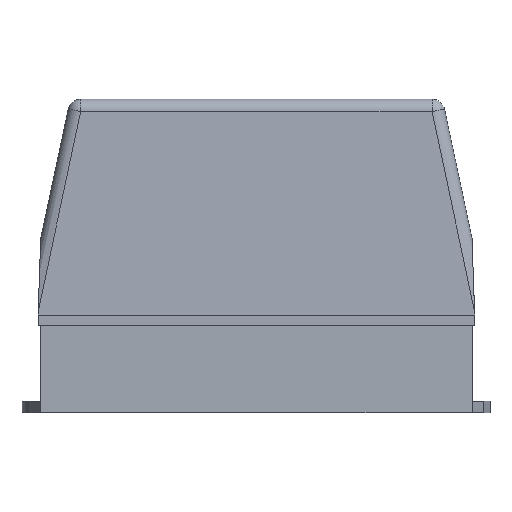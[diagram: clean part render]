
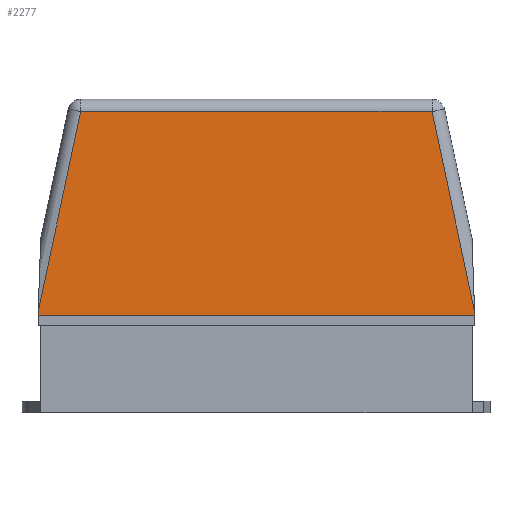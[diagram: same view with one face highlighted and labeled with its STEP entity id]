
A CAD part, left-side view. The second image highlights one B-rep face of the part: STEP entity #2277.
In plain terms, the highlighted planar face has unit normal (-0.999, 0, 0.035).
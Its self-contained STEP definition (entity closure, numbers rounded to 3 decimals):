
#1768=CARTESIAN_POINT('',(1.8,69.213,118.674));
#1769=VERTEX_POINT('',#1768);
#1836=CARTESIAN_POINT('',(1.8,-69.213,118.674));
#1837=VERTEX_POINT('',#1836);
#1996=CARTESIAN_POINT('',(1.8,69.213,118.674));
#1997=DIRECTION('',(0.0,-1.0,0.0));
#1998=VECTOR('',#1997,138.426);
#1999=LINE('',#1996,#1998);
#2000=EDGE_CURVE('',#1769,#1837,#1999,.T.);
#2010=CARTESIAN_POINT('',(-0.95,-85.95,39.932));
#2011=VERTEX_POINT('',#2010);
#2028=CARTESIAN_POINT('',(1.8,-69.213,118.674));
#2029=DIRECTION('',(-0.034,-0.208,-0.978));
#2030=VECTOR('',#2029,80.548);
#2031=LINE('',#2028,#2030);
#2032=EDGE_CURVE('',#1837,#2011,#2031,.T.);
#2121=CARTESIAN_POINT('',(-0.95,85.95,39.932));
#2122=VERTEX_POINT('',#2121);
#2130=CARTESIAN_POINT('',(-0.95,85.95,39.932));
#2131=DIRECTION('',(0.034,-0.208,0.978));
#2132=VECTOR('',#2131,80.548);
#2133=LINE('',#2130,#2132);
#2134=EDGE_CURVE('',#2122,#1769,#2133,.T.);
#2218=CARTESIAN_POINT('',(-1.,-86.0,38.5));
#2219=VERTEX_POINT('',#2218);
#2220=CARTESIAN_POINT('',(-0.95,-85.95,39.932));
#2221=DIRECTION('',(-0.035,-0.035,-0.999));
#2222=VECTOR('',#2221,1.434);
#2223=LINE('',#2220,#2222);
#2224=EDGE_CURVE('',#2011,#2219,#2223,.T.);
#2252=CARTESIAN_POINT('',(0.048,-86.0,68.5));
#2253=DIRECTION('',(0.999,0.,-0.035));
#2254=DIRECTION('',(-0.035,0.,-0.999));
#2255=AXIS2_PLACEMENT_3D('',#2252,#2253,#2254);
#2256=PLANE('',#2255);
#2257=ORIENTED_EDGE('',*,*,#2032,.F.);
#2258=ORIENTED_EDGE('',*,*,#2000,.F.);
#2259=ORIENTED_EDGE('',*,*,#2134,.F.);
#2260=CARTESIAN_POINT('',(-1.,86.,38.5));
#2261=VERTEX_POINT('',#2260);
#2262=CARTESIAN_POINT('',(-1.,86.0,38.5));
#2263=DIRECTION('',(0.035,-0.035,0.999));
#2264=VECTOR('',#2263,1.434);
#2265=LINE('',#2262,#2264);
#2266=EDGE_CURVE('',#2261,#2122,#2265,.T.);
#2267=ORIENTED_EDGE('',*,*,#2266,.F.);
#2268=CARTESIAN_POINT('',(-1.,-86.0,38.5));
#2269=DIRECTION('',(0.0,1.0,0.0));
#2270=VECTOR('',#2269,172.);
#2271=LINE('',#2268,#2270);
#2272=EDGE_CURVE('',#2219,#2261,#2271,.T.);
#2273=ORIENTED_EDGE('',*,*,#2272,.F.);
#2274=ORIENTED_EDGE('',*,*,#2224,.F.);
#2275=EDGE_LOOP('',(#2257,#2258,#2259,#2267,#2273,#2274));
#2276=FACE_OUTER_BOUND('',#2275,.T.);
#2277=ADVANCED_FACE('',(#2276),#2256,.F.);
